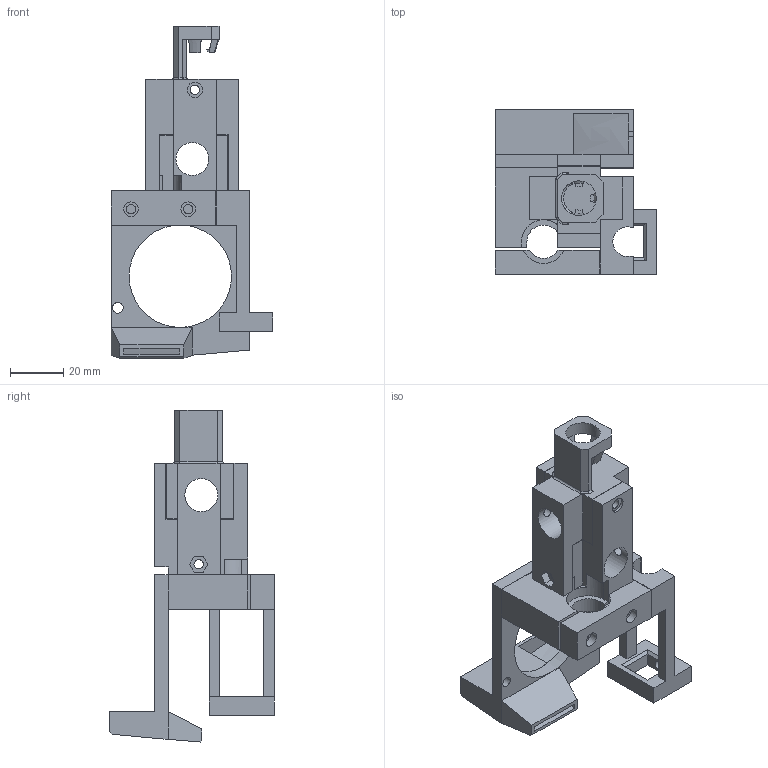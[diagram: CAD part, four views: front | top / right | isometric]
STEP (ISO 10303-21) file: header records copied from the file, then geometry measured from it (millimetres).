
FILE_DESCRIPTION(/* description */ (''),/* implementation_level */ '2;1');
FILE_NAME(/* name */ 'Atomic_U300_Printhead_Set.step',/* time_stamp */ '2020-06-19T22:39:33+09:00',/* author */ (''),/* organization */ (''),/* preprocessor_version */ 'ST-DEVELOPER v18.1',/* originating_system */ 'Autodesk Translation Framework v9.3.0.1241',/* authorisation */ '');
FILE_SCHEMA (('AUTOMOTIVE_DESIGN { 1 0 10303 214 3 1 1 }'));
Length unit declared in the file: millimetre
Products named in the file (1): (Unsaved)
Bounding box: 60.8 x 62 x 124.77 mm (x, y, z)
Volume: 66603.6 mm3; surface area: 36811.4 mm2
Topology: 4 solids, 4 shells, 266 faces, 704 edges, 455 vertices
Faces by surface type: plane 189, cylinder 56, bspline 18, cone 2, torus 1
Full cylindrical faces by diameter (mm): 3.5 x12, 4 x11, 5.5 x2, 5.8 x2, 12.4 x2, 13 x1, 38.5 x1
Entity records: 8643 total; most frequent: CARTESIAN_POINT 1925, ORIENTED_EDGE 1404, DIRECTION 1294, EDGE_CURVE 702, LINE 558, VECTOR 558, VERTEX_POINT 455, AXIS2_PLACEMENT_3D 368
